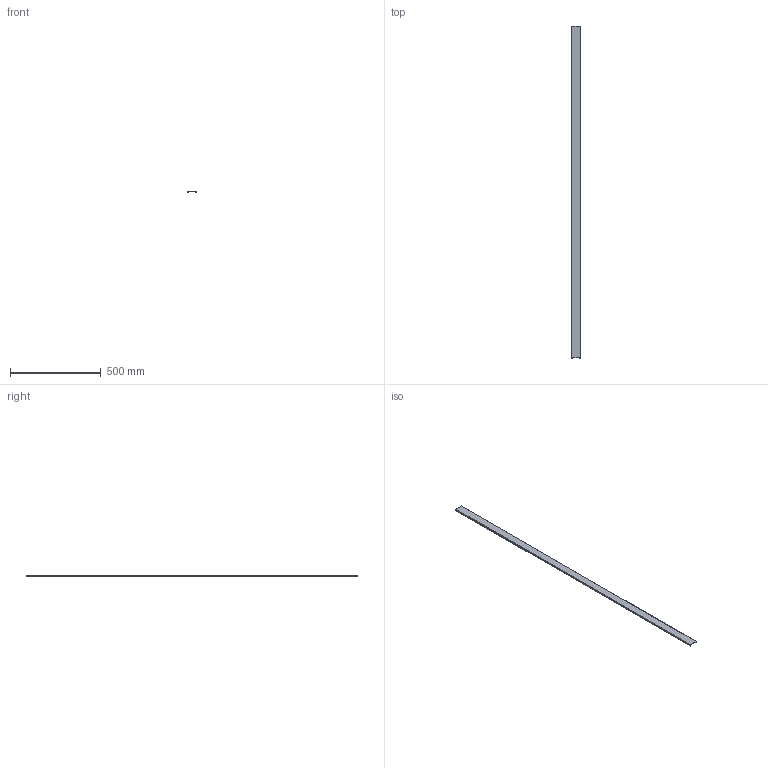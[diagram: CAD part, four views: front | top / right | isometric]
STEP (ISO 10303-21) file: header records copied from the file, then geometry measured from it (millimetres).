
FILE_DESCRIPTION (( 'STEP AP203' ), '1' );
FILE_NAME ('G1.5_COVER_3D_WEB.STEP', '2014-05-20T20:25:17', ( 'IT' ), ( 'Panduit Corp.' ), 'SwSTEP 2.0', 'SolidWorks 2012', '' );
FILE_SCHEMA (( 'CONFIG_CONTROL_DESIGN' ));
Length unit declared in the file: inch
Products named in the file (1): G1.5_COVER_3D_WEB
Bounding box: 44.45 x 1828.8 x 8.89 mm (x, y, z)
Volume: 177121.2 mm3; surface area: 231786.4 mm2
Topology: 1 solids, 1 shells, 16 faces, 42 edges, 28 vertices
Faces by surface type: plane 16
Entity records: 565 total; most frequent: CARTESIAN_POINT 87, ORIENTED_EDGE 84, DIRECTION 76, EDGE_CURVE 42, VECTOR 42, LINE 42, VERTEX_POINT 28, AXIS2_PLACEMENT_3D 17
